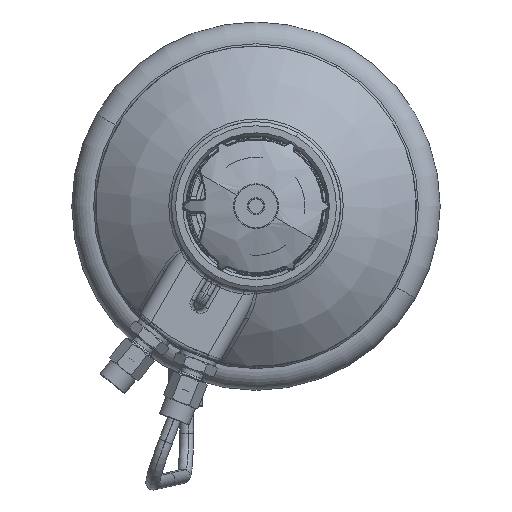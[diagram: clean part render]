
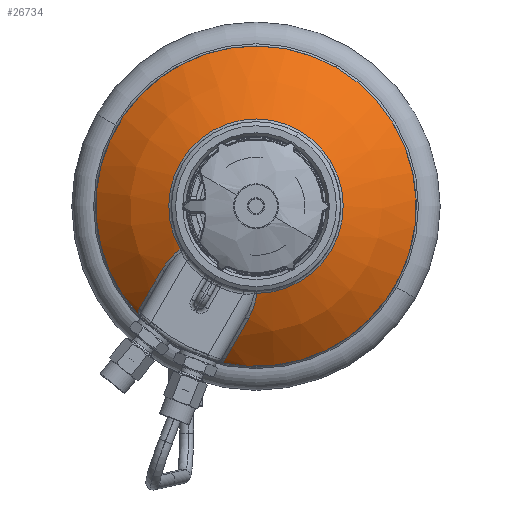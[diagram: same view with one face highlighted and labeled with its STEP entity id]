
A CAD part, front view. The second image highlights one B-rep face of the part: STEP entity #26734.
In plain terms, the highlighted spherical face has radius 84 mm.
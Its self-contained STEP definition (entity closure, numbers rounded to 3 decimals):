
#23145=CARTESIAN_POINT('',(27.542,32.73,16.273));
#23146=CARTESIAN_POINT('',(27.878,32.882,16.43));
#23147=CARTESIAN_POINT('',(28.584,33.202,16.73));
#23148=CARTESIAN_POINT('',(29.748,33.731,17.133));
#23149=CARTESIAN_POINT('',(31.021,34.318,17.491));
#23150=CARTESIAN_POINT('',(32.402,34.966,17.796));
#23151=CARTESIAN_POINT('',(33.896,35.683,18.039));
#23152=CARTESIAN_POINT('',(35.516,36.479,18.207));
#23153=CARTESIAN_POINT('',(36.7,37.076,18.252));
#23154=CARTESIAN_POINT('',(37.316,37.391,18.252));
#23172=CARTESIAN_POINT('',(0.,32.73,0.));
#23173=DIRECTION('',(0.,-1.,0.));
#23174=DIRECTION('',(0.861,0.,0.509));
#23175=AXIS2_PLACEMENT_3D('',#23172,#23173,#23174);
#23177=CARTESIAN_POINT('',(0.,50.363,0.));
#23178=DIRECTION('',(0.,1.,0.));
#23179=DIRECTION('',(0.955,0.,-0.297));
#23180=AXIS2_PLACEMENT_3D('',#23177,#23178,#23179);
#23182=CARTESIAN_POINT('',(0.,50.363,0.));
#23183=DIRECTION('',(0.,1.,0.));
#23184=DIRECTION('',(-1.,0.,0.));
#23185=AXIS2_PLACEMENT_3D('',#23182,#23183,#23184);
#23203=CARTESIAN_POINT('',(54.007,48.707,18.252));
#23204=CARTESIAN_POINT('',(54.217,48.89,18.252));
#23205=CARTESIAN_POINT('',(54.62,49.234,18.211));
#23206=CARTESIAN_POINT('',(55.174,49.685,18.046));
#23207=CARTESIAN_POINT('',(55.672,50.066,17.793));
#23208=CARTESIAN_POINT('',(55.962,50.272,17.577));
#23209=CARTESIAN_POINT('',(56.097,50.363,17.456));
#23456=CARTESIAN_POINT('',(37.316,37.391,18.252));
#23457=CARTESIAN_POINT('',(39.048,38.276,18.252));
#23458=CARTESIAN_POINT('',(42.628,40.261,18.252));
#23459=CARTESIAN_POINT('',(48.256,43.986,18.252));
#23460=CARTESIAN_POINT('',(52.092,47.03,18.252));
#23461=CARTESIAN_POINT('',(54.007,48.707,18.252));
#23479=CARTESIAN_POINT('',(37.316,37.391,
-18.252));
#23480=CARTESIAN_POINT('',(36.704,37.078,
-18.252));
#23481=CARTESIAN_POINT('',(35.527,36.485,
-18.207));
#23482=CARTESIAN_POINT('',(33.917,35.693,
-18.042));
#23483=CARTESIAN_POINT('',(32.426,34.978,
-17.801));
#23484=CARTESIAN_POINT('',(31.045,34.329,
-17.497));
#23485=CARTESIAN_POINT('',(29.767,33.739,
-17.139));
#23486=CARTESIAN_POINT('',(28.595,33.206,
-16.734));
#23487=CARTESIAN_POINT('',(27.882,32.884,
-16.432));
#23488=CARTESIAN_POINT('',(27.542,32.73,
-16.273));
#23515=CARTESIAN_POINT('',(54.007,48.707,
-18.252));
#23516=CARTESIAN_POINT('',(52.092,47.03,
-18.252));
#23517=CARTESIAN_POINT('',(48.257,43.987,
-18.252));
#23518=CARTESIAN_POINT('',(42.629,40.261,
-18.252));
#23519=CARTESIAN_POINT('',(39.048,38.276,
-18.252));
#23520=CARTESIAN_POINT('',(37.316,37.391,
-18.252));
#23522=CARTESIAN_POINT('',(56.096,50.363,
-17.458));
#23523=CARTESIAN_POINT('',(55.961,50.272,
-17.578));
#23524=CARTESIAN_POINT('',(55.67,50.065,
-17.794));
#23525=CARTESIAN_POINT('',(55.173,49.684,
-18.047));
#23526=CARTESIAN_POINT('',(54.619,49.234,
-18.211));
#23527=CARTESIAN_POINT('',(54.217,48.89,
-18.252));
#23528=CARTESIAN_POINT('',(54.007,48.707,
-18.252));
#23867=CARTESIAN_POINT('',(-58.75,50.363,0.));
#23868=VERTEX_POINT('',#23867);
#23885=VERTEX_POINT('',#23203);
#23886=VERTEX_POINT('',#23209);
#23888=VERTEX_POINT('',#23456);
#23889=VERTEX_POINT('',#23145);
#23898=VERTEX_POINT('',#23522);
#23899=VERTEX_POINT('',#23528);
#23903=VERTEX_POINT('',#23520);
#23904=VERTEX_POINT('',#23488);
#26713=CARTESIAN_POINT('',(0.,110.4,0.));
#26714=DIRECTION('',(0.,-1.,0.));
#26715=DIRECTION('',(-1.,0.,0.));
#26716=AXIS2_PLACEMENT_3D('',#26713,#26714,#26715);
#26717=SPHERICAL_SURFACE('',#26716,84.);
#26719=ORIENTED_EDGE('',*,*,#26718,.F.);
#26721=ORIENTED_EDGE('',*,*,#26720,.F.);
#26722=ORIENTED_EDGE('',*,*,#26703,.F.);
#26723=ORIENTED_EDGE('',*,*,#26129,.T.);
#26725=ORIENTED_EDGE('',*,*,#26724,.F.);
#26727=ORIENTED_EDGE('',*,*,#26726,.F.);
#26729=ORIENTED_EDGE('',*,*,#26728,.F.);
#26730=ORIENTED_EDGE('',*,*,#25605,.T.);
#26731=ORIENTED_EDGE('',*,*,#25920,.T.);
#26732=EDGE_LOOP('',(#26719,#26721,#26722,#26723,#26725,#26727,#26729,#26730,
#26731));
#26733=FACE_OUTER_BOUND('',#26732,.F.);
#26734=ADVANCED_FACE('',(#26733),#26717,.T.);
#23155=B_SPLINE_CURVE_WITH_KNOTS('',3,(#23145,#23146,#23147,#23148,#23149,
#23150,#23151,#23152,#23153,#23154),.UNSPECIFIED.,.F.,.F.,(4,1,1,1,1,1,1,4),(
0.,0.143,0.286,0.429,0.571,
0.714,0.857,1.),.UNSPECIFIED.);
#23176=CIRCLE('',#23175,31.991);
#23181=CIRCLE('',#23180,58.75);
#23186=CIRCLE('',#23185,58.75);
#23210=B_SPLINE_CURVE_WITH_KNOTS('',3,(#23203,#23204,#23205,#23206,#23207,
#23208,#23209),.UNSPECIFIED.,.F.,.F.,(4,1,1,1,4),(0.,0.25,0.5,0.75,
1.),.UNSPECIFIED.);
#23462=B_SPLINE_CURVE_WITH_KNOTS('',3,(#23456,#23457,#23458,#23459,#23460,
#23461),.UNSPECIFIED.,.F.,.F.,(4,1,1,4),(0.,0.333,
0.667,1.),.UNSPECIFIED.);
#23489=B_SPLINE_CURVE_WITH_KNOTS('',3,(#23479,#23480,#23481,#23482,#23483,
#23484,#23485,#23486,#23487,#23488),.UNSPECIFIED.,.F.,.F.,(4,1,1,1,1,1,1,4),(
0.,0.143,0.286,0.429,0.571,
0.714,0.857,1.),.UNSPECIFIED.);
#23521=B_SPLINE_CURVE_WITH_KNOTS('',3,(#23515,#23516,#23517,#23518,#23519,
#23520),.UNSPECIFIED.,.F.,.F.,(4,1,1,4),(0.,0.333,
0.667,1.),.UNSPECIFIED.);
#23529=B_SPLINE_CURVE_WITH_KNOTS('',3,(#23522,#23523,#23524,#23525,#23526,
#23527,#23528),.UNSPECIFIED.,.F.,.F.,(4,1,1,1,4),(0.,0.25,0.5,0.75,
1.),.UNSPECIFIED.);
#25605=EDGE_CURVE('',#23898,#23868,#23181,.T.);
#25920=EDGE_CURVE('',#23868,#23886,#23186,.T.);
#26129=EDGE_CURVE('',#23889,#23904,#23176,.T.);
#26703=EDGE_CURVE('',#23889,#23888,#23155,.T.);
#26718=EDGE_CURVE('',#23885,#23886,#23210,.T.);
#26720=EDGE_CURVE('',#23888,#23885,#23462,.T.);
#26724=EDGE_CURVE('',#23903,#23904,#23489,.T.);
#26726=EDGE_CURVE('',#23899,#23903,#23521,.T.);
#26728=EDGE_CURVE('',#23898,#23899,#23529,.T.);
